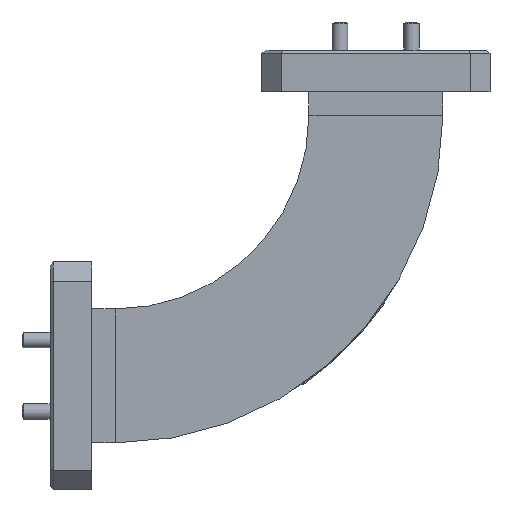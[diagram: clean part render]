
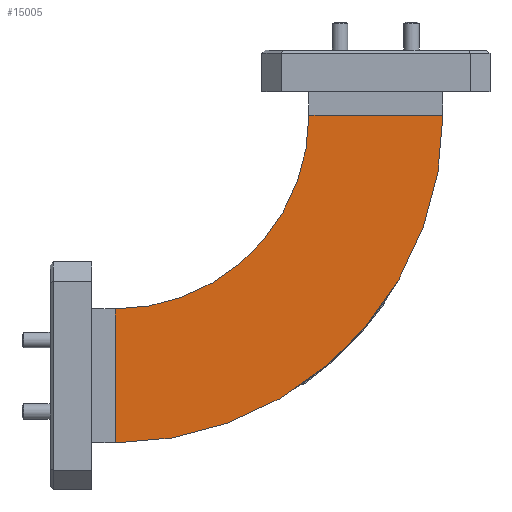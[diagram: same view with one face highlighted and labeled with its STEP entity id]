
A CAD part, front view. The second image highlights one B-rep face of the part: STEP entity #15005.
In plain terms, the highlighted planar face has unit normal (0, -1, 0).
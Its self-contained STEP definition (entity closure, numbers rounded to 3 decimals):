
#447 = LINE ( 'NONE', #10002, #12002 ) ;
#2066 = DIRECTION ( 'NONE',  ( 1., 0., 0. ) ) ;
#2326 = CARTESIAN_POINT ( 'NONE',  ( -40., -5.575, -10. ) ) ;
#2504 = DIRECTION ( 'NONE',  ( 0., 0., 1. ) ) ;
#2994 = CARTESIAN_POINT ( 'NONE',  ( 10.275, -5.575, -10. ) ) ;
#3355 = LINE ( 'NONE', #9508, #19693 ) ;
#3996 = ORIENTED_EDGE ( 'NONE', *, *, #15861, .F. ) ;
#4608 = ORIENTED_EDGE ( 'NONE', *, *, #15386, .T. ) ;
#5211 = ORIENTED_EDGE ( 'NONE', *, *, #15956, .F. ) ;
#5529 = CIRCLE ( 'NONE', #17032, 50.275 ) ;
#6097 = EDGE_CURVE ( 'NONE', #7751, #10916, #8091, .T. ) ;
#7143 = CARTESIAN_POINT ( 'NONE',  ( -40., -5.575, -39.725 ) ) ;
#7751 = VERTEX_POINT ( 'NONE', #8130 ) ;
#8045 = AXIS2_PLACEMENT_3D ( 'NONE', #11732, #19329, #2504 ) ;
#8091 = CIRCLE ( 'NONE', #14308, 29.725 ) ;
#8130 = CARTESIAN_POINT ( 'NONE',  ( -10.275, -5.575, -10. ) ) ;
#8162 = EDGE_LOOP ( 'NONE', ( #4608, #5211, #3996, #11560 ) ) ;
#8232 = CARTESIAN_POINT ( 'NONE',  ( -40., -5.575, -60.275 ) ) ;
#8320 = CARTESIAN_POINT ( 'NONE',  ( -40., -5.575, -10. ) ) ;
#8520 = DIRECTION ( 'NONE',  ( 0., 1., 0. ) ) ;
#9508 = CARTESIAN_POINT ( 'NONE',  ( -40., -5.575, -39.725 ) ) ;
#10002 = CARTESIAN_POINT ( 'NONE',  ( -10.275, -5.575, -10. ) ) ;
#10916 = VERTEX_POINT ( 'NONE', #7143 ) ;
#11560 = ORIENTED_EDGE ( 'NONE', *, *, #6097, .T. ) ;
#11732 = CARTESIAN_POINT ( 'NONE',  ( -10.275, -5.575, -10. ) ) ;
#12002 = VECTOR ( 'NONE', #2066, 1000. ) ;
#13016 = DIRECTION ( 'NONE',  ( 1., 0., 0. ) ) ;
#14308 = AXIS2_PLACEMENT_3D ( 'NONE', #8320, #8520, #14530 ) ;
#14358 = DIRECTION ( 'NONE',  ( 0., 1., 0. ) ) ;
#14530 = DIRECTION ( 'NONE',  ( 1., 0., 0. ) ) ;
#14534 = PLANE ( 'NONE',  #8045 ) ;
#14641 = FACE_OUTER_BOUND ( 'NONE', #8162, .T. ) ;
#15005 = ADVANCED_FACE ( 'NONE', ( #14641 ), #14534, .F. ) ;
#15386 = EDGE_CURVE ( 'NONE', #10916, #16872, #3355, .T. ) ;
#15861 = EDGE_CURVE ( 'NONE', #7751, #19620, #447, .T. ) ;
#15956 = EDGE_CURVE ( 'NONE', #19620, #16872, #5529, .T. ) ;
#16872 = VERTEX_POINT ( 'NONE', #8232 ) ;
#17032 = AXIS2_PLACEMENT_3D ( 'NONE', #2326, #14358, #13016 ) ;
#17223 = DIRECTION ( 'NONE',  ( 0., 0., -1. ) ) ;
#19329 = DIRECTION ( 'NONE',  ( 0., 1., 0. ) ) ;
#19620 = VERTEX_POINT ( 'NONE', #2994 ) ;
#19693 = VECTOR ( 'NONE', #17223, 1000. ) ;
